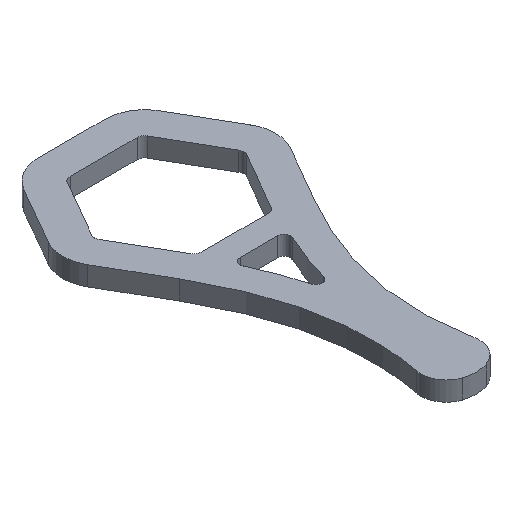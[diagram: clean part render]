
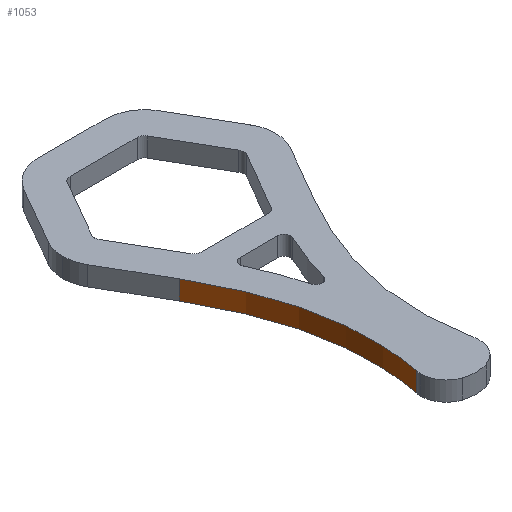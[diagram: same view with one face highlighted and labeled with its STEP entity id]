
A CAD part, isometric view. The second image highlights one B-rep face of the part: STEP entity #1053.
In plain terms, the highlighted free-form (B-spline) face has degree [3, 1] with [5, 2] control points.
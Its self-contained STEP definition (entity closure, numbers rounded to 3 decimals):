
#38 = FACE_OUTER_BOUND ( 'NONE', #519, .T. ) ;
#58 = CARTESIAN_POINT ( 'NONE',  ( -7.552, -75.847, 7.646 ) ) ;
#66 = DIRECTION ( 'NONE',  ( 0., 0., -1. ) ) ;
#86 = DIRECTION ( 'NONE',  ( 0., 0., -1. ) ) ;
#152 = CARTESIAN_POINT ( 'NONE',  ( -15.748, -50.335, 7.646 ) ) ;
#161 = CARTESIAN_POINT ( 'NONE',  ( -11.495, -109.676, 0. ) ) ;
#170 = CARTESIAN_POINT ( 'NONE',  ( -10.149, -102.936, 7.646 ) ) ;
#187 = CARTESIAN_POINT ( 'NONE',  ( -7.552, -75.847, 0. ) ) ;
#194 = CARTESIAN_POINT ( 'NONE',  ( -11.495, -109.676, 0. ) ) ;
#230 = B_SPLINE_CURVE_WITH_KNOTS ( 'NONE', 3,
 ( #814, #1020, #187, #405, #1154 ),
 .UNSPECIFIED., .F., .F.,
 ( 4, 1, 4 ),
 ( 0., 0.706, 0.939 ),
 .UNSPECIFIED. ) ;
#280 = VERTEX_POINT ( 'NONE', #922 ) ;
#282 = EDGE_CURVE ( 'NONE', #1279, #280, #567, .T. ) ;
#367 = CARTESIAN_POINT ( 'NONE',  ( -10.149, -102.936, 0. ) ) ;
#405 = CARTESIAN_POINT ( 'NONE',  ( -10.149, -102.936, 0. ) ) ;
#413 = EDGE_CURVE ( 'NONE', #1279, #1112, #780, .T. ) ;
#470 = VECTOR ( 'NONE', #86, 1000. ) ;
#478 = ORIENTED_EDGE ( 'NONE', *, *, #987, .F. ) ;
#516 = VERTEX_POINT ( 'NONE', #194 ) ;
#519 = EDGE_LOOP ( 'NONE', ( #952, #910, #1066, #478 ) ) ;
#567 = B_SPLINE_CURVE_WITH_KNOTS ( 'NONE', 3,
 ( #917, #152, #58, #170, #1040 ),
 .UNSPECIFIED., .F., .F.,
 ( 4, 1, 4 ),
 ( 0., 0.706, 0.939 ),
 .UNSPECIFIED. ) ;
#660 = LINE ( 'NONE', #923, #1203 ) ;
#707 = CARTESIAN_POINT ( 'NONE',  ( -7.552, -75.847, 0. ) ) ;
#741 = CARTESIAN_POINT ( 'NONE',  ( -26.95, -30.931, 0. ) ) ;
#780 = LINE ( 'NONE', #1157, #470 ) ;
#814 = CARTESIAN_POINT ( 'NONE',  ( -26.95, -30.931, 0. ) ) ;
#827 = CARTESIAN_POINT ( 'NONE',  ( -15.748, -50.335, 7.646 ) ) ;
#910 = ORIENTED_EDGE ( 'NONE', *, *, #413, .T. ) ;
#917 = CARTESIAN_POINT ( 'NONE',  ( -26.95, -30.931, 7.646 ) ) ;
#919 = CARTESIAN_POINT ( 'NONE',  ( -15.748, -50.335, 0. ) ) ;
#922 = CARTESIAN_POINT ( 'NONE',  ( -11.495, -109.676, 7.646 ) ) ;
#923 = CARTESIAN_POINT ( 'NONE',  ( -11.495, -109.676, 189.483 ) ) ;
#952 = ORIENTED_EDGE ( 'NONE', *, *, #282, .F. ) ;
#987 = EDGE_CURVE ( 'NONE', #280, #516, #660, .T. ) ;
#1012 = CARTESIAN_POINT ( 'NONE',  ( -7.552, -75.847, 7.646 ) ) ;
#1020 = CARTESIAN_POINT ( 'NONE',  ( -15.748, -50.335, 0. ) ) ;
#1021 = CARTESIAN_POINT ( 'NONE',  ( -11.495, -109.676, 7.646 ) ) ;
#1026 = CARTESIAN_POINT ( 'NONE',  ( -10.149, -102.936, 7.646 ) ) ;
#1040 = CARTESIAN_POINT ( 'NONE',  ( -11.495, -109.676, 7.646 ) ) ;
#1042 = EDGE_CURVE ( 'NONE', #1112, #516, #230, .T. ) ;
#1053 = ADVANCED_FACE ( 'NONE', ( #38 ), #1134, .F. ) ;
#1066 = ORIENTED_EDGE ( 'NONE', *, *, #1042, .T. ) ;
#1090 = CARTESIAN_POINT ( 'NONE',  ( -26.95, -30.931, 7.646 ) ) ;
#1112 = VERTEX_POINT ( 'NONE', #1130 ) ;
#1130 = CARTESIAN_POINT ( 'NONE',  ( -26.95, -30.931, 0. ) ) ;
#1134 = B_SPLINE_SURFACE_WITH_KNOTS ( 'NONE', 3, 1, ( 
 ( #1365, #741 ),
 ( #827, #919 ),
 ( #1012, #707 ),
 ( #1026, #367 ),
 ( #1021, #161 ) ),
 .UNSPECIFIED., .F., .F., .F.,
 ( 4, 1, 4 ),
 ( 2, 2 ),
 ( 0., 0.706, 0.939 ),
 ( 0., 1. ),
 .UNSPECIFIED. ) ;
#1154 = CARTESIAN_POINT ( 'NONE',  ( -11.495, -109.676, 0. ) ) ;
#1157 = CARTESIAN_POINT ( 'NONE',  ( -26.95, -30.931, 189.483 ) ) ;
#1203 = VECTOR ( 'NONE', #66, 1000. ) ;
#1279 = VERTEX_POINT ( 'NONE', #1090 ) ;
#1365 = CARTESIAN_POINT ( 'NONE',  ( -26.95, -30.931, 7.646 ) ) ;
